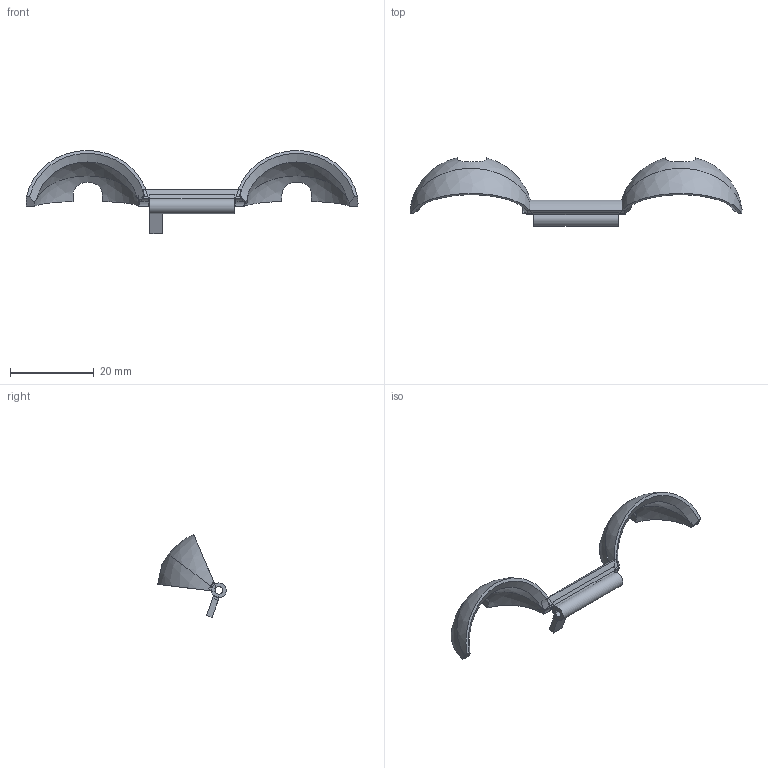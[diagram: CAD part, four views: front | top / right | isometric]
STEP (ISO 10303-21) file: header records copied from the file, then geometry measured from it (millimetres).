
FILE_DESCRIPTION(/* description */ ('','CAx-IF Rec.Pracs.---Representation and Presentation of Product Manufacturing Information (PMI)---4.0---2014-10-13'),/* implementation_level */ '2;1');
FILE_NAME(/* name */ 'Eye_LowerLid_20250308.step',/* time_stamp */ '2025-03-08T13:08:45Z',/* author */ (''),/* organization */ (''),/* preprocessor_version */ 'ST-DEVELOPER v20',/* originating_system */ 'Autodesk Translation Framework v13.20.0.188',/* authorisation */ '');
FILE_SCHEMA (('AP242_MANAGED_MODEL_BASED_3D_ENGINEERING_MIM_LF { 1 0 10303 442 1 1 4 }'));
Length unit declared in the file: millimetre
Products named in the file (1): Eyelid Lower
Bounding box: 79.23 x 16.36 x 19.82 mm (x, y, z)
Volume: 1983.7 mm3; surface area: 2836.6 mm2
Topology: 9 solids, 9 shells, 121 faces, 304 edges, 202 vertices
Faces by surface type: plane 75, cylinder 27, sphere 14, cone 4, bspline 1
Full cylindrical faces by diameter (mm): 1.8 x1, 3.55 x1
Entity records: 3820 total; most frequent: CARTESIAN_POINT 844, DIRECTION 626, ORIENTED_EDGE 608, EDGE_CURVE 304, AXIS2_PLACEMENT_3D 237, VERTEX_POINT 202, LINE 152, VECTOR 152
